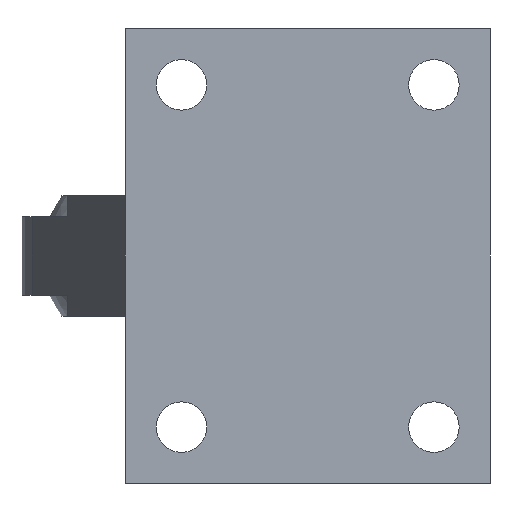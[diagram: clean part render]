
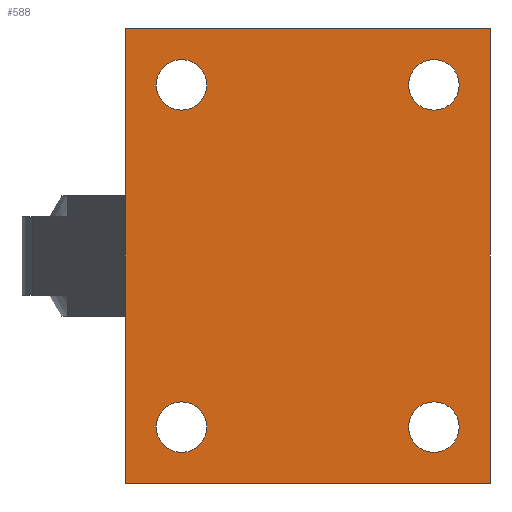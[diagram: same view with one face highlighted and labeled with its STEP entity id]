
A CAD part, front view. The second image highlights one B-rep face of the part: STEP entity #588.
In plain terms, the highlighted planar face has unit normal (0, -1, 0).
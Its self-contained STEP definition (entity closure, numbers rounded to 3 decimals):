
#33=PLANE('',#648);
#71=LINE('',#951,#113);
#73=LINE('',#963,#115);
#74=LINE('',#965,#116);
#75=LINE('',#967,#117);
#113=VECTOR('',#754,1000.);
#115=VECTOR('',#766,1000.);
#116=VECTOR('',#767,1000.);
#117=VECTOR('',#768,1000.);
#169=ORIENTED_EDGE('',*,*,#313,.F.);
#170=ORIENTED_EDGE('',*,*,#314,.F.);
#171=ORIENTED_EDGE('',*,*,#315,.F.);
#172=ORIENTED_EDGE('',*,*,#316,.F.);
#173=ORIENTED_EDGE('',*,*,#317,.T.);
#174=ORIENTED_EDGE('',*,*,#318,.F.);
#175=ORIENTED_EDGE('',*,*,#319,.F.);
#176=ORIENTED_EDGE('',*,*,#311,.T.);
#311=EDGE_CURVE('',#382,#381,#71,.T.);
#313=EDGE_CURVE('',#383,#383,#413,.F.);
#314=EDGE_CURVE('',#384,#384,#414,.F.);
#315=EDGE_CURVE('',#385,#385,#415,.F.);
#316=EDGE_CURVE('',#386,#386,#416,.F.);
#317=EDGE_CURVE('',#381,#387,#73,.T.);
#318=EDGE_CURVE('',#388,#387,#74,.T.);
#319=EDGE_CURVE('',#382,#388,#75,.T.);
#381=VERTEX_POINT('',#950);
#382=VERTEX_POINT('',#952);
#383=VERTEX_POINT('',#956);
#384=VERTEX_POINT('',#958);
#385=VERTEX_POINT('',#960);
#386=VERTEX_POINT('',#962);
#387=VERTEX_POINT('',#964);
#388=VERTEX_POINT('',#966);
#413=CIRCLE('',#649,9.);
#414=CIRCLE('',#650,9.);
#415=CIRCLE('',#651,9.);
#416=CIRCLE('',#652,9.);
#440=EDGE_LOOP('',(#169));
#441=EDGE_LOOP('',(#170));
#442=EDGE_LOOP('',(#171));
#443=EDGE_LOOP('',(#172));
#444=EDGE_LOOP('',(#173,#174,#175,#176));
#506=FACE_BOUND('',#440,.T.);
#507=FACE_BOUND('',#441,.T.);
#508=FACE_BOUND('',#442,.T.);
#509=FACE_BOUND('',#443,.T.);
#510=FACE_BOUND('',#444,.T.);
#588=ADVANCED_FACE('',(#506,#507,#508,#509,#510),#33,.F.);
#648=AXIS2_PLACEMENT_3D('',#954,#756,#757);
#649=AXIS2_PLACEMENT_3D('',#955,#758,#759);
#650=AXIS2_PLACEMENT_3D('',#957,#760,#761);
#651=AXIS2_PLACEMENT_3D('',#959,#762,#763);
#652=AXIS2_PLACEMENT_3D('',#961,#764,#765);
#754=DIRECTION('',(0.,0.,-1.));
#756=DIRECTION('',(0.,1.,0.));
#757=DIRECTION('',(0.,0.,1.));
#758=DIRECTION('',(0.,1.,0.));
#759=DIRECTION('',(0.,0.,1.));
#760=DIRECTION('',(0.,1.,0.));
#761=DIRECTION('',(0.,0.,1.));
#762=DIRECTION('',(0.,1.,0.));
#763=DIRECTION('',(0.,0.,1.));
#764=DIRECTION('',(0.,1.,0.));
#765=DIRECTION('',(0.,0.,1.));
#766=DIRECTION('',(1.,0.,0.));
#767=DIRECTION('',(0.,0.,-1.));
#768=DIRECTION('',(1.,0.,0.));
#950=CARTESIAN_POINT('',(-65.,0.,-81.));
#951=CARTESIAN_POINT('',(-65.,0.,81.));
#952=CARTESIAN_POINT('',(-65.,0.,81.));
#954=CARTESIAN_POINT('',(-65.,0.,81.));
#955=CARTESIAN_POINT('',(45.,0.,-61.));
#956=CARTESIAN_POINT('',(45.,0.,-52.));
#957=CARTESIAN_POINT('',(-45.,0.,-61.));
#958=CARTESIAN_POINT('',(-45.,0.,-52.));
#959=CARTESIAN_POINT('',(-45.,0.,61.));
#960=CARTESIAN_POINT('',(-45.,0.,70.));
#961=CARTESIAN_POINT('',(45.,0.,61.));
#962=CARTESIAN_POINT('',(45.,0.,70.));
#963=CARTESIAN_POINT('',(-65.,0.,-81.));
#964=CARTESIAN_POINT('',(65.,0.,-81.));
#965=CARTESIAN_POINT('',(65.,0.,81.));
#966=CARTESIAN_POINT('',(65.,0.,81.));
#967=CARTESIAN_POINT('',(-65.,0.,81.));
